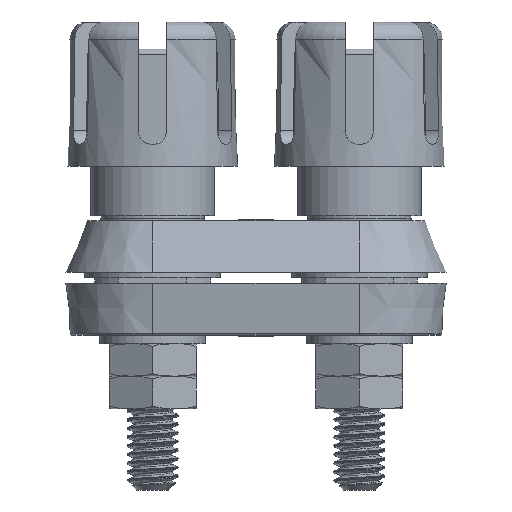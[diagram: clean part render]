
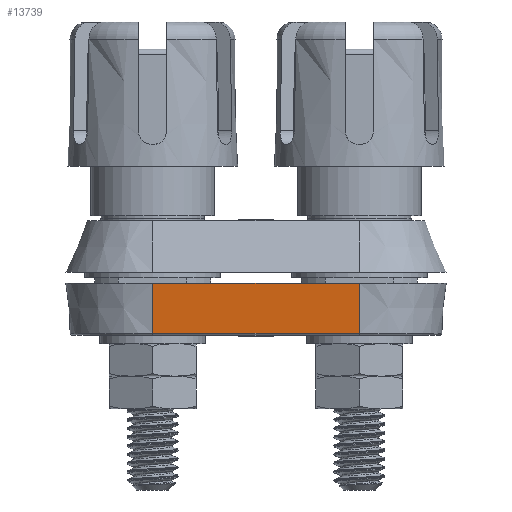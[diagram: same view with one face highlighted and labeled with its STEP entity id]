
A CAD part, front view. The second image highlights one B-rep face of the part: STEP entity #13739.
In plain terms, the highlighted planar face has unit normal (0, -0.996, -0.087).
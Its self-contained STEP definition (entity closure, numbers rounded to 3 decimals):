
#708=FACE_OUTER_BOUND('',#1455,.T.);
#1455=EDGE_LOOP('',(#9560,#9561,#9562,#9563));
#3189=LINE('',#38532,#4227);
#3190=LINE('',#38535,#4228);
#3191=LINE('',#38537,#4229);
#3192=LINE('',#38538,#4230);
#4227=VECTOR('',#15875,10.);
#4228=VECTOR('',#15878,10.);
#4229=VECTOR('',#15879,10.);
#4230=VECTOR('',#15880,10.);
#5453=VERTEX_POINT('',#38518);
#5456=VERTEX_POINT('',#38528);
#5457=VERTEX_POINT('',#38534);
#5458=VERTEX_POINT('',#38536);
#7001=EDGE_CURVE('',#5453,#5456,#3189,.T.);
#7002=EDGE_CURVE('',#5457,#5453,#3190,.T.);
#7003=EDGE_CURVE('',#5457,#5458,#3191,.T.);
#7004=EDGE_CURVE('',#5458,#5456,#3192,.T.);
#9560=ORIENTED_EDGE('',*,*,#7001,.F.);
#9561=ORIENTED_EDGE('',*,*,#7002,.F.);
#9562=ORIENTED_EDGE('',*,*,#7003,.T.);
#9563=ORIENTED_EDGE('',*,*,#7004,.T.);
#12506=PLANE('',#14521);
#13739=ADVANCED_FACE('',(#708),#12506,.T.);
#14521=AXIS2_PLACEMENT_3D('',#38533,#15876,#15877);
#15875=DIRECTION('',(-1.,0.,0.));
#15876=DIRECTION('center_axis',(0.,-0.996,
-0.087));
#15877=DIRECTION('ref_axis',(-1.,0.,0.));
#15878=DIRECTION('',(0.,0.087,-0.996));
#15879=DIRECTION('',(-1.,0.,0.));
#15880=DIRECTION('',(0.,0.087,-0.996));
#38518=CARTESIAN_POINT('',(9.525,-7.596,-5.617));
#38528=CARTESIAN_POINT('',(-9.525,-7.596,-5.617));
#38532=CARTESIAN_POINT('',(-4.763,-7.596,-5.617));
#38533=CARTESIAN_POINT('Origin',(-9.525,-8.,-1.));
#38534=CARTESIAN_POINT('',(9.525,-8.,-1.));
#38535=CARTESIAN_POINT('',(9.525,-8.,-1.));
#38536=CARTESIAN_POINT('',(-9.525,-8.,-1.));
#38537=CARTESIAN_POINT('',(9.525,-8.,-1.));
#38538=CARTESIAN_POINT('',(-9.525,-8.,-1.));
